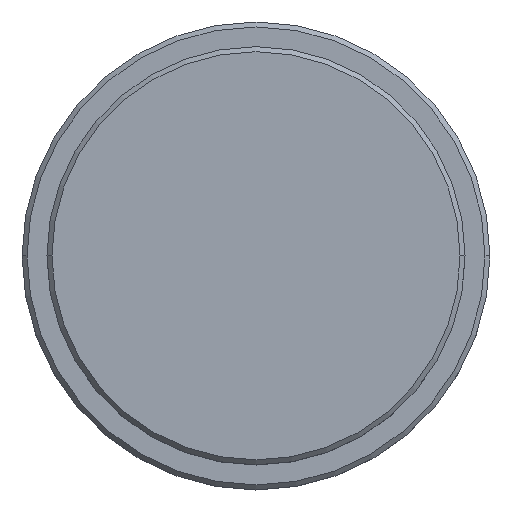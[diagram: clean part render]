
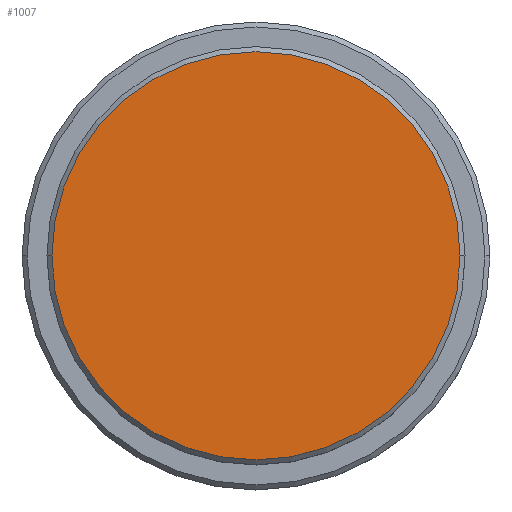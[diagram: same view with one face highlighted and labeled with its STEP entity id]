
A CAD part, top view. The second image highlights one B-rep face of the part: STEP entity #1007.
In plain terms, the highlighted planar face has unit normal (0, 0, 1).
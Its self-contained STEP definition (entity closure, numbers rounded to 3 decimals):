
#31 = CARTESIAN_POINT ( 'NONE',  ( 20.5, 0., 0. ) ) ;
#48 = DIRECTION ( 'NONE',  ( 1., 0., 0. ) ) ;
#71 = DIRECTION ( 'NONE',  ( 0., 0., 1. ) ) ;
#96 = CIRCLE ( 'NONE', #1229, 20.5 ) ;
#228 = VERTEX_POINT ( 'NONE', #761 ) ;
#327 = CIRCLE ( 'NONE', #853, 20.5 ) ;
#385 = CARTESIAN_POINT ( 'NONE',  ( 0., 0., 0. ) ) ;
#387 = FACE_OUTER_BOUND ( 'NONE', #867, .T. ) ;
#406 = VERTEX_POINT ( 'NONE', #31 ) ;
#501 = DIRECTION ( 'NONE',  ( 1., 0., 0. ) ) ;
#544 = EDGE_CURVE ( 'NONE', #228, #406, #327, .T. ) ;
#595 = DIRECTION ( 'NONE',  ( 0., 0., 1. ) ) ;
#626 = ORIENTED_EDGE ( 'NONE', *, *, #544, .T. ) ;
#761 = CARTESIAN_POINT ( 'NONE',  ( -20.5, 0., 0. ) ) ;
#769 = AXIS2_PLACEMENT_3D ( 'NONE', #823, #1152, #48 ) ;
#823 = CARTESIAN_POINT ( 'NONE',  ( 0., 0., 0. ) ) ;
#853 = AXIS2_PLACEMENT_3D ( 'NONE', #1154, #71, #501 ) ;
#867 = EDGE_LOOP ( 'NONE', ( #626, #907 ) ) ;
#907 = ORIENTED_EDGE ( 'NONE', *, *, #1357, .T. ) ;
#1007 = ADVANCED_FACE ( 'NONE', ( #387 ), #1027, .T. ) ;
#1027 = PLANE ( 'NONE',  #769 ) ;
#1152 = DIRECTION ( 'NONE',  ( 0., 0., 1. ) ) ;
#1154 = CARTESIAN_POINT ( 'NONE',  ( 0., 0., 0. ) ) ;
#1229 = AXIS2_PLACEMENT_3D ( 'NONE', #385, #595, #1361 ) ;
#1357 = EDGE_CURVE ( 'NONE', #406, #228, #96, .T. ) ;
#1361 = DIRECTION ( 'NONE',  ( 1., 0., 0. ) ) ;
